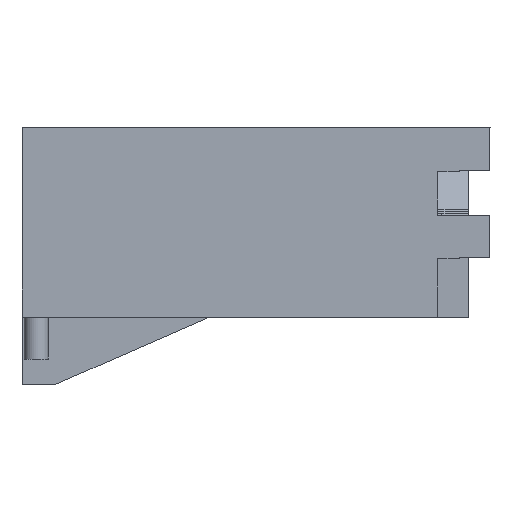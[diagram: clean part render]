
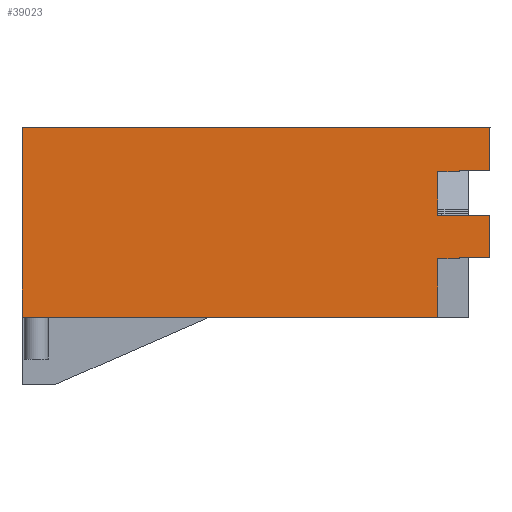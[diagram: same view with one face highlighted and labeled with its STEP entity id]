
A CAD part, left-side view. The second image highlights one B-rep face of the part: STEP entity #39023.
In plain terms, the highlighted planar face has unit normal (-1, 0, 0).
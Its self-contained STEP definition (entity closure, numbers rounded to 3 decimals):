
#2645=FACE_OUTER_BOUND('',#5221,.T.);
#5221=EDGE_LOOP('',(#33958,#33959,#33960,#33961,#33962,#33963,#33964,#33965,
#33966,#33967,#33968,#33969,#33970,#33971));
#10286=LINE('',#62186,#15396);
#10385=LINE('',#62402,#15495);
#10394=LINE('',#62425,#15504);
#10403=LINE('',#62443,#15513);
#10406=LINE('',#62451,#15516);
#10410=LINE('',#62458,#15520);
#10418=LINE('',#62473,#15528);
#10420=LINE('',#62476,#15530);
#10422=LINE('',#62480,#15532);
#10424=LINE('',#62484,#15534);
#10425=LINE('',#62487,#15535);
#10427=LINE('',#62490,#15537);
#10428=LINE('',#62492,#15538);
#10434=LINE('',#62512,#15544);
#15396=VECTOR('',#51612,10.);
#15495=VECTOR('',#51833,10.);
#15504=VECTOR('',#51856,10.);
#15513=VECTOR('',#51873,10.);
#15516=VECTOR('',#51878,10.);
#15520=VECTOR('',#51884,10.);
#15528=VECTOR('',#51896,10.);
#15530=VECTOR('',#51900,10.);
#15532=VECTOR('',#51904,10.);
#15534=VECTOR('',#51908,10.);
#15535=VECTOR('',#51911,10.);
#15537=VECTOR('',#51915,10.);
#15538=VECTOR('',#51918,10.);
#15544=VECTOR('',#51944,10.);
#18276=VERTEX_POINT('',#62183);
#18277=VERTEX_POINT('',#62185);
#18332=VERTEX_POINT('',#62399);
#18333=VERTEX_POINT('',#62401);
#18340=VERTEX_POINT('',#62422);
#18342=VERTEX_POINT('',#62436);
#18345=VERTEX_POINT('',#62441);
#18348=VERTEX_POINT('',#62448);
#18349=VERTEX_POINT('',#62450);
#18351=VERTEX_POINT('',#62455);
#18356=VERTEX_POINT('',#62472);
#18357=VERTEX_POINT('',#62478);
#18358=VERTEX_POINT('',#62482);
#18359=VERTEX_POINT('',#62486);
#23429=EDGE_CURVE('',#18277,#18276,#10286,.T.);
#23535=EDGE_CURVE('',#18333,#18332,#10385,.T.);
#23546=EDGE_CURVE('',#18340,#18277,#10394,.T.);
#23555=EDGE_CURVE('',#18342,#18345,#10403,.T.);
#23558=EDGE_CURVE('',#18349,#18348,#10406,.T.);
#23562=EDGE_CURVE('',#18351,#18333,#10410,.T.);
#23570=EDGE_CURVE('',#18348,#18356,#10418,.T.);
#23572=EDGE_CURVE('',#18345,#18349,#10420,.T.);
#23574=EDGE_CURVE('',#18357,#18351,#10422,.T.);
#23576=EDGE_CURVE('',#18276,#18358,#10424,.T.);
#23577=EDGE_CURVE('',#18356,#18359,#10425,.T.);
#23579=EDGE_CURVE('',#18359,#18357,#10427,.T.);
#23580=EDGE_CURVE('',#18358,#18342,#10428,.T.);
#23590=EDGE_CURVE('',#18340,#18332,#10434,.T.);
#33958=ORIENTED_EDGE('',*,*,#23590,.F.);
#33959=ORIENTED_EDGE('',*,*,#23546,.T.);
#33960=ORIENTED_EDGE('',*,*,#23429,.T.);
#33961=ORIENTED_EDGE('',*,*,#23576,.T.);
#33962=ORIENTED_EDGE('',*,*,#23580,.T.);
#33963=ORIENTED_EDGE('',*,*,#23555,.T.);
#33964=ORIENTED_EDGE('',*,*,#23572,.T.);
#33965=ORIENTED_EDGE('',*,*,#23558,.T.);
#33966=ORIENTED_EDGE('',*,*,#23570,.T.);
#33967=ORIENTED_EDGE('',*,*,#23577,.T.);
#33968=ORIENTED_EDGE('',*,*,#23579,.T.);
#33969=ORIENTED_EDGE('',*,*,#23574,.T.);
#33970=ORIENTED_EDGE('',*,*,#23562,.T.);
#33971=ORIENTED_EDGE('',*,*,#23535,.T.);
#36529=PLANE('',#41658);
#39023=ADVANCED_FACE('',(#2645),#36529,.T.);
#41658=AXIS2_PLACEMENT_3D('',#62511,#51942,#51943);
#51612=DIRECTION('',(0.,-1.,0.));
#51833=DIRECTION('',(0.,0.,1.));
#51856=DIRECTION('',(0.,0.,-1.));
#51873=DIRECTION('',(0.,0.,1.));
#51878=DIRECTION('',(0.,0.,1.));
#51884=DIRECTION('',(0.,-1.,0.));
#51896=DIRECTION('',(0.,1.,0.));
#51900=DIRECTION('',(0.,-1.,0.));
#51904=DIRECTION('',(0.,0.,1.));
#51908=DIRECTION('',(0.,0.,1.));
#51911=DIRECTION('',(0.,0.,1.));
#51915=DIRECTION('',(0.,-1.,0.));
#51918=DIRECTION('',(0.,-1.,0.));
#51942=DIRECTION('center_axis',(-1.,0.,0.));
#51943=DIRECTION('ref_axis',(0.,0.,1.));
#51944=DIRECTION('',(0.,-1.,0.));
#62183=CARTESIAN_POINT('',(-92.25,-95.2,0.));
#62185=CARTESIAN_POINT('',(-92.25,0.,0.));
#62186=CARTESIAN_POINT('',(-92.25,-44.05,0.));
#62399=CARTESIAN_POINT('',(-92.25,-107.2,43.5));
#62401=CARTESIAN_POINT('',(-92.25,-107.2,33.586));
#62402=CARTESIAN_POINT('',(-92.25,-107.2,16.75));
#62422=CARTESIAN_POINT('',(-92.25,0.,43.481));
#62425=CARTESIAN_POINT('',(-92.25,0.,3.125));
#62436=CARTESIAN_POINT('',(-92.25,-100.2,13.336));
#62441=CARTESIAN_POINT('',(-92.25,-100.2,13.586));
#62443=CARTESIAN_POINT('',(-92.25,-100.2,15.043));
#62448=CARTESIAN_POINT('',(-92.25,-107.2,23.336));
#62450=CARTESIAN_POINT('',(-92.25,-107.2,13.586));
#62451=CARTESIAN_POINT('',(-92.25,-107.2,16.75));
#62455=CARTESIAN_POINT('',(-92.25,-100.2,33.586));
#62458=CARTESIAN_POINT('',(-92.25,-75.15,33.586));
#62472=CARTESIAN_POINT('',(-92.25,-95.2,23.336));
#62473=CARTESIAN_POINT('',(-92.25,-75.15,23.336));
#62476=CARTESIAN_POINT('',(-92.25,-75.15,13.586));
#62478=CARTESIAN_POINT('',(-92.25,-100.2,33.336));
#62480=CARTESIAN_POINT('',(-92.25,-100.2,25.043));
#62482=CARTESIAN_POINT('',(-92.25,-95.2,13.336));
#62484=CARTESIAN_POINT('',(-92.25,-95.2,19.206));
#62486=CARTESIAN_POINT('',(-92.25,-95.2,33.336));
#62487=CARTESIAN_POINT('',(-92.25,-95.2,19.206));
#62490=CARTESIAN_POINT('',(-92.25,-74.15,33.336));
#62492=CARTESIAN_POINT('',(-92.25,-74.15,13.336));
#62511=CARTESIAN_POINT('Origin',(-92.25,-48.1,16.75));
#62512=CARTESIAN_POINT('',(-92.25,-52.219,43.49));
